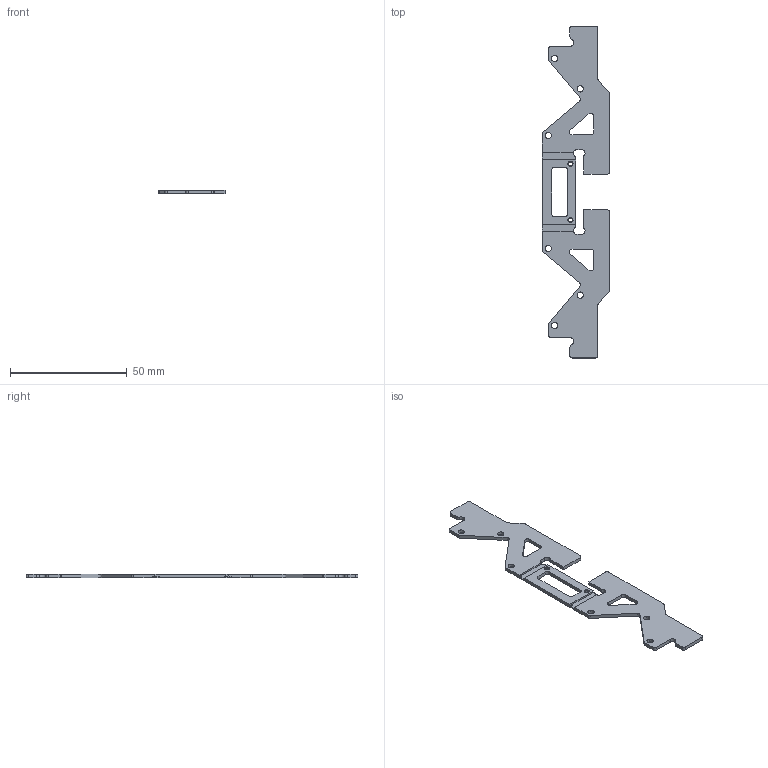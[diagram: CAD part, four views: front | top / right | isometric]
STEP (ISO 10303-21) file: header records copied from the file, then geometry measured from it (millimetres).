
FILE_DESCRIPTION(/* description */ (''),/* implementation_level */ '2;1');
FILE_NAME(/* name */ '1_PR13_B01_BRKT_CAM.step',/* time_stamp */ '2011-05-25T17:12:50-04:00',/* author */ (''),/* organization */ (''),/* preprocessor_version */ 'ST-DEVELOPER v11',/* originating_system */ 'SIEMENS PLM Software NX 7.0',/* authorisation */ '');
FILE_SCHEMA (('AUTOMOTIVE_DESIGN { 1 0 10303 214 1 1 1 1 }'));
Length unit declared in the file: millimetre
Products named in the file (1): 1_PR13_B01_BRKT_CAM
Bounding box: 28.75 x 142.13 x 1.5 mm (x, y, z)
Volume: 3559.7 mm3; surface area: 5777.2 mm2
Topology: 1 solids, 1 shells, 125 faces, 359 edges, 236 vertices
Faces by surface type: cylinder 61, plane 60, cone 4
Entity records: 4193 total; most frequent: DIRECTION 743, CARTESIAN_POINT 721, ORIENTED_EDGE 718, EDGE_CURVE 359, AXIS2_PLACEMENT_3D 258, VERTEX_POINT 236, LINE 227, VECTOR 227
